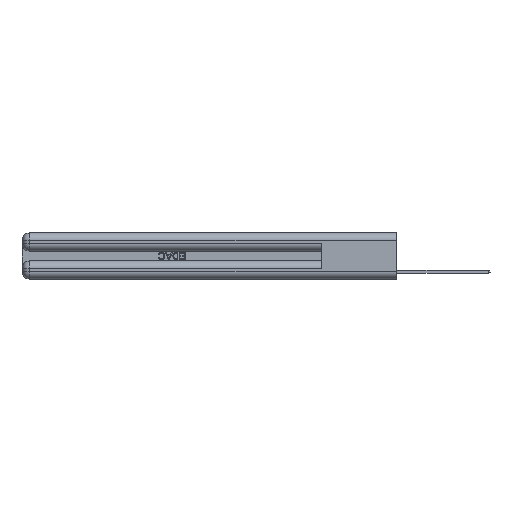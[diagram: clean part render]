
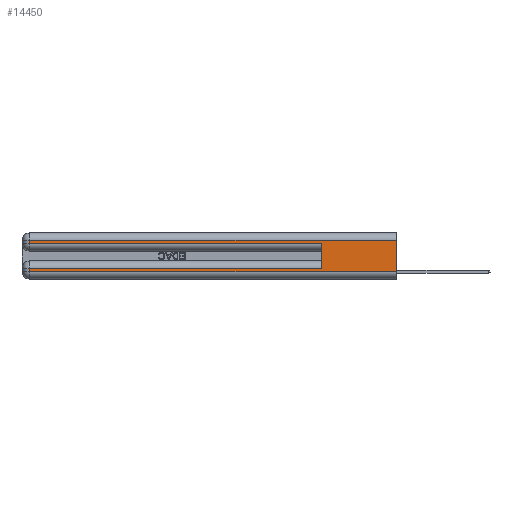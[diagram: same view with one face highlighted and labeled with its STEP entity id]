
A CAD part, left-side view. The second image highlights one B-rep face of the part: STEP entity #14450.
In plain terms, the highlighted planar face has unit normal (-1, 0, 0).
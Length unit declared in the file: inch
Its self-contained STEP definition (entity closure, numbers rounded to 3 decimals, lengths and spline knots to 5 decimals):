
#121 = VERTEX_POINT ( 'NONE', #2706 ) ;
#670 = PLANE ( 'NONE',  #23686 ) ;
#745 = DIRECTION ( 'NONE',  ( 0., 0., 1. ) ) ;
#1357 = ORIENTED_EDGE ( 'NONE', *, *, #25318, .T. ) ;
#1574 = EDGE_CURVE ( 'NONE', #9781, #8650, #19705, .T. ) ;
#1617 = ORIENTED_EDGE ( 'NONE', *, *, #9935, .T. ) ;
#1752 = CARTESIAN_POINT ( 'NONE',  ( 0., 2.94, 0.37 ) ) ;
#2029 = VECTOR ( 'NONE', #12270, 39.37008 ) ;
#2090 = ORIENTED_EDGE ( 'NONE', *, *, #16261, .T. ) ;
#2431 = EDGE_CURVE ( 'NONE', #13732, #27410, #17715, .T. ) ;
#2706 = CARTESIAN_POINT ( 'NONE',  ( 0., 0., 0.31 ) ) ;
#2872 = CARTESIAN_POINT ( 'NONE',  ( 0., 0., 0.085 ) ) ;
#2880 = VECTOR ( 'NONE', #14185, 39.37008 ) ;
#3041 = VECTOR ( 'NONE', #23836, 39.37008 ) ;
#3100 = CARTESIAN_POINT ( 'NONE',  ( 0., 2.94, 0.085 ) ) ;
#4148 = CARTESIAN_POINT ( 'NONE',  ( 0., 0., 0.285 ) ) ;
#4317 = CARTESIAN_POINT ( 'NONE',  ( 0., 0.6, 0.285 ) ) ;
#4437 = EDGE_CURVE ( 'NONE', #121, #24510, #17946, .T. ) ;
#5545 = CARTESIAN_POINT ( 'NONE',  ( 0., 2.94, 0.31 ) ) ;
#5853 = EDGE_CURVE ( 'NONE', #18244, #24510, #27922, .T. ) ;
#6687 = EDGE_CURVE ( 'NONE', #8650, #27410, #31330, .T. ) ;
#7238 = EDGE_LOOP ( 'NONE', ( #10752, #2090, #18500, #15665, #9960, #1357, #1617, #23737 ) ) ;
#8650 = VERTEX_POINT ( 'NONE', #11992 ) ;
#8767 = VERTEX_POINT ( 'NONE', #3100 ) ;
#9095 = VECTOR ( 'NONE', #745, 39.37008 ) ;
#9781 = VERTEX_POINT ( 'NONE', #5545 ) ;
#9935 = EDGE_CURVE ( 'NONE', #8767, #18244, #21566, .T. ) ;
#9960 = ORIENTED_EDGE ( 'NONE', *, *, #2431, .F. ) ;
#10752 = ORIENTED_EDGE ( 'NONE', *, *, #4437, .F. ) ;
#11245 = LINE ( 'NONE', #2872, #22199 ) ;
#11588 = CARTESIAN_POINT ( 'NONE',  ( 0., 0., 0.06 ) ) ;
#11992 = CARTESIAN_POINT ( 'NONE',  ( 0., 2.94, 0.285 ) ) ;
#12270 = DIRECTION ( 'NONE',  ( 0., 0., -1. ) ) ;
#12674 = DIRECTION ( 'NONE',  ( 1., 0., 0. ) ) ;
#12779 = DIRECTION ( 'NONE',  ( 0., 0., -1. ) ) ;
#13148 = CARTESIAN_POINT ( 'NONE',  ( 0., 0.6, 0.085 ) ) ;
#13560 = CARTESIAN_POINT ( 'NONE',  ( 0., 0., 0.31 ) ) ;
#13732 = VERTEX_POINT ( 'NONE', #13148 ) ;
#14185 = DIRECTION ( 'NONE',  ( 0., -1., 0. ) ) ;
#14450 = ADVANCED_FACE ( 'NONE', ( #15819 ), #670, .F. ) ;
#15334 = CARTESIAN_POINT ( 'NONE',  ( 0., 0., 0.37 ) ) ;
#15665 = ORIENTED_EDGE ( 'NONE', *, *, #6687, .T. ) ;
#15819 = FACE_OUTER_BOUND ( 'NONE', #7238, .T. ) ;
#16261 = EDGE_CURVE ( 'NONE', #121, #9781, #19667, .T. ) ;
#16295 = VECTOR ( 'NONE', #28459, 39.37008 ) ;
#17715 = LINE ( 'NONE', #23135, #9095 ) ;
#17886 = DIRECTION ( 'NONE',  ( 0., 1., 0. ) ) ;
#17946 = LINE ( 'NONE', #15334, #3041 ) ;
#18244 = VERTEX_POINT ( 'NONE', #29566 ) ;
#18406 = DIRECTION ( 'NONE',  ( 0., 1., 0. ) ) ;
#18500 = ORIENTED_EDGE ( 'NONE', *, *, #1574, .T. ) ;
#18941 = VECTOR ( 'NONE', #21752, 39.37008 ) ;
#19667 = LINE ( 'NONE', #13560, #31701 ) ;
#19705 = LINE ( 'NONE', #1752, #18941 ) ;
#21022 = CARTESIAN_POINT ( 'NONE',  ( 0., 0., 0.06 ) ) ;
#21566 = LINE ( 'NONE', #31863, #2029 ) ;
#21752 = DIRECTION ( 'NONE',  ( 0., 0., -1. ) ) ;
#22199 = VECTOR ( 'NONE', #17886, 39.37008 ) ;
#23135 = CARTESIAN_POINT ( 'NONE',  ( 0., 0.6, 0.145 ) ) ;
#23686 = AXIS2_PLACEMENT_3D ( 'NONE', #25297, #12674, #12779 ) ;
#23737 = ORIENTED_EDGE ( 'NONE', *, *, #5853, .T. ) ;
#23836 = DIRECTION ( 'NONE',  ( 0., 0., -1. ) ) ;
#24510 = VERTEX_POINT ( 'NONE', #11588 ) ;
#25297 = CARTESIAN_POINT ( 'NONE',  ( 0., 0., 0.37 ) ) ;
#25318 = EDGE_CURVE ( 'NONE', #13732, #8767, #11245, .T. ) ;
#27410 = VERTEX_POINT ( 'NONE', #4317 ) ;
#27922 = LINE ( 'NONE', #21022, #16295 ) ;
#28459 = DIRECTION ( 'NONE',  ( 0., -1., 0. ) ) ;
#29566 = CARTESIAN_POINT ( 'NONE',  ( 0., 2.94, 0.06 ) ) ;
#31330 = LINE ( 'NONE', #4148, #2880 ) ;
#31701 = VECTOR ( 'NONE', #18406, 39.37008 ) ;
#31863 = CARTESIAN_POINT ( 'NONE',  ( 0., 2.94, 0.37 ) ) ;
